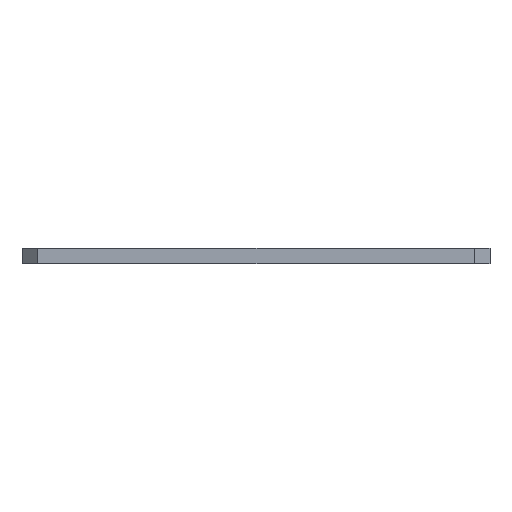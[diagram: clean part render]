
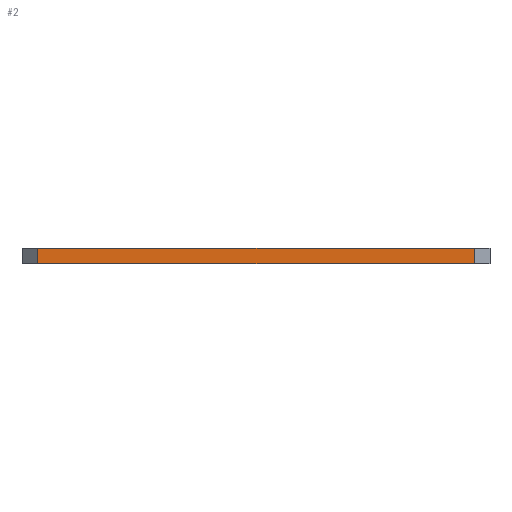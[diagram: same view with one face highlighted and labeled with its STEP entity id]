
A CAD part, front view. The second image highlights one B-rep face of the part: STEP entity #2.
In plain terms, the highlighted planar face has unit normal (0, -1, 0).
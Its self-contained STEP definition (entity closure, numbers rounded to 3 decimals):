
#2 = ADVANCED_FACE ( 'NONE', ( #27 ), #825, .F. ) ;
#27 = FACE_OUTER_BOUND ( 'NONE', #584, .T. ) ;
#101 = LINE ( 'NONE', #297, #587 ) ;
#116 = CARTESIAN_POINT ( 'NONE',  ( -30., -60., 2. ) ) ;
#156 = EDGE_CURVE ( 'NONE', #900, #815, #101, .T. ) ;
#186 = EDGE_CURVE ( 'NONE', #815, #272, #582, .T. ) ;
#215 = CARTESIAN_POINT ( 'NONE',  ( -28., -60., 2. ) ) ;
#259 = CARTESIAN_POINT ( 'NONE',  ( -30., -60., 2. ) ) ;
#272 = VERTEX_POINT ( 'NONE', #525 ) ;
#277 = AXIS2_PLACEMENT_3D ( 'NONE', #259, #473, #523 ) ;
#293 = EDGE_CURVE ( 'NONE', #506, #272, #469, .T. ) ;
#297 = CARTESIAN_POINT ( 'NONE',  ( -30., -60., 0. ) ) ;
#298 = DIRECTION ( 'NONE',  ( 0., 0., -1. ) ) ;
#300 = DIRECTION ( 'NONE',  ( 1., 0., 0. ) ) ;
#365 = VECTOR ( 'NONE', #402, 1000. ) ;
#371 = VECTOR ( 'NONE', #298, 1000. ) ;
#381 = VECTOR ( 'NONE', #715, 1000. ) ;
#402 = DIRECTION ( 'NONE',  ( 1., 0., 0. ) ) ;
#469 = LINE ( 'NONE', #116, #365 ) ;
#473 = DIRECTION ( 'NONE',  ( 0., 1., 0. ) ) ;
#484 = ORIENTED_EDGE ( 'NONE', *, *, #156, .T. ) ;
#506 = VERTEX_POINT ( 'NONE', #857 ) ;
#523 = DIRECTION ( 'NONE',  ( 0., 0., 1. ) ) ;
#525 = CARTESIAN_POINT ( 'NONE',  ( 28., -60., 2. ) ) ;
#539 = CARTESIAN_POINT ( 'NONE',  ( -28., -60., 0. ) ) ;
#542 = ORIENTED_EDGE ( 'NONE', *, *, #186, .T. ) ;
#582 = LINE ( 'NONE', #792, #381 ) ;
#584 = EDGE_LOOP ( 'NONE', ( #804, #822, #484, #542 ) ) ;
#587 = VECTOR ( 'NONE', #300, 1000. ) ;
#686 = CARTESIAN_POINT ( 'NONE',  ( 28., -60., 0. ) ) ;
#715 = DIRECTION ( 'NONE',  ( 0., 0., 1. ) ) ;
#758 = EDGE_CURVE ( 'NONE', #506, #900, #918, .T. ) ;
#792 = CARTESIAN_POINT ( 'NONE',  ( 28., -60., 2. ) ) ;
#804 = ORIENTED_EDGE ( 'NONE', *, *, #293, .F. ) ;
#815 = VERTEX_POINT ( 'NONE', #686 ) ;
#822 = ORIENTED_EDGE ( 'NONE', *, *, #758, .T. ) ;
#825 = PLANE ( 'NONE',  #277 ) ;
#857 = CARTESIAN_POINT ( 'NONE',  ( -28., -60., 2. ) ) ;
#900 = VERTEX_POINT ( 'NONE', #539 ) ;
#918 = LINE ( 'NONE', #215, #371 ) ;
